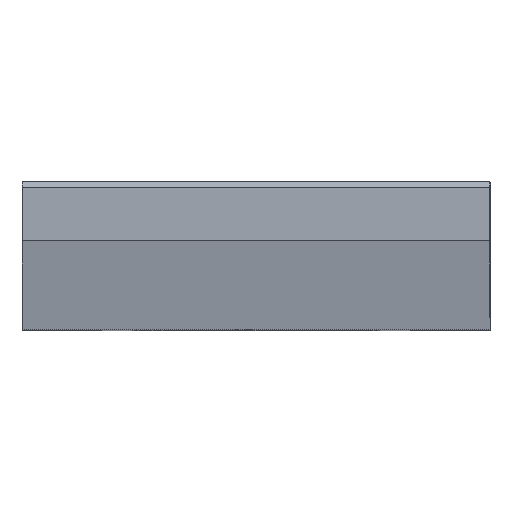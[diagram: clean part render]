
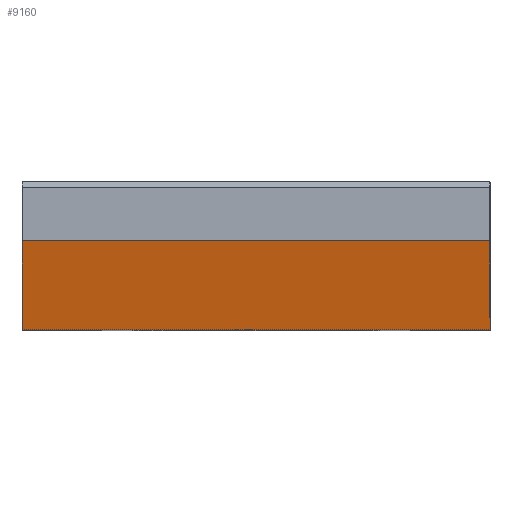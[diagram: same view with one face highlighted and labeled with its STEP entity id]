
A CAD part, top view. The second image highlights one B-rep face of the part: STEP entity #9160.
In plain terms, the highlighted planar face has unit normal (0, -0.208, 0.978).
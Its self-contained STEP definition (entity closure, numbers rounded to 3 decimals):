
#908 = LINE ( 'NONE', #13978, #16789 ) ;
#1878 = ORIENTED_EDGE ( 'NONE', *, *, #10535, .T. ) ;
#2056 = CARTESIAN_POINT ( 'NONE',  ( -7.9, 0.5, 21. ) ) ;
#2267 = CARTESIAN_POINT ( 'NONE',  ( 7.9, 0.5, 21. ) ) ;
#2317 = CARTESIAN_POINT ( 'NONE',  ( 7.9, 0.5, 21. ) ) ;
#4335 = VERTEX_POINT ( 'NONE', #12281 ) ;
#5207 = VECTOR ( 'NONE', #13017, 1000. ) ;
#5297 = CARTESIAN_POINT ( 'NONE',  ( -7.9, 0.5, 21. ) ) ;
#5690 = VERTEX_POINT ( 'NONE', #6301 ) ;
#6087 = ORIENTED_EDGE ( 'NONE', *, *, #7327, .F. ) ;
#6285 = DIRECTION ( 'NONE',  ( 0., -0.978, -0.208 ) ) ;
#6301 = CARTESIAN_POINT ( 'NONE',  ( 7.9, 0.5, 21. ) ) ;
#6627 = ORIENTED_EDGE ( 'NONE', *, *, #8483, .F. ) ;
#7327 = EDGE_CURVE ( 'NONE', #5690, #4335, #12264, .T. ) ;
#7513 = PLANE ( 'NONE',  #9334 ) ;
#7673 = DIRECTION ( 'NONE',  ( 0., 0.978, 0.208 ) ) ;
#8483 = EDGE_CURVE ( 'NONE', #4335, #10546, #11602, .T. ) ;
#8904 = CARTESIAN_POINT ( 'NONE',  ( -7.9, -2.5, 20.362 ) ) ;
#9160 = ADVANCED_FACE ( 'NONE', ( #10304 ), #7513, .F. ) ;
#9334 = AXIS2_PLACEMENT_3D ( 'NONE', #2267, #12939, #7673 ) ;
#10003 = DIRECTION ( 'NONE',  ( 0., -0.978, -0.208 ) ) ;
#10304 = FACE_OUTER_BOUND ( 'NONE', #15686, .T. ) ;
#10535 = EDGE_CURVE ( 'NONE', #11132, #10546, #13742, .T. ) ;
#10546 = VERTEX_POINT ( 'NONE', #8904 ) ;
#11132 = VERTEX_POINT ( 'NONE', #5297 ) ;
#11602 = LINE ( 'NONE', #14199, #5207 ) ;
#11868 = EDGE_CURVE ( 'NONE', #5690, #11132, #908, .T. ) ;
#12264 = LINE ( 'NONE', #2317, #16417 ) ;
#12281 = CARTESIAN_POINT ( 'NONE',  ( 7.9, -2.5, 20.362 ) ) ;
#12470 = VECTOR ( 'NONE', #10003, 1000. ) ;
#12939 = DIRECTION ( 'NONE',  ( 0., 0.208, -0.978 ) ) ;
#13017 = DIRECTION ( 'NONE',  ( -1., 0., 0. ) ) ;
#13742 = LINE ( 'NONE', #2056, #12470 ) ;
#13978 = CARTESIAN_POINT ( 'NONE',  ( 7.9, 0.5, 21. ) ) ;
#14199 = CARTESIAN_POINT ( 'NONE',  ( 7.9, -2.5, 20.362 ) ) ;
#14741 = ORIENTED_EDGE ( 'NONE', *, *, #11868, .T. ) ;
#15686 = EDGE_LOOP ( 'NONE', ( #1878, #6627, #6087, #14741 ) ) ;
#16417 = VECTOR ( 'NONE', #6285, 1000. ) ;
#16517 = DIRECTION ( 'NONE',  ( -1., 0., 0. ) ) ;
#16789 = VECTOR ( 'NONE', #16517, 1000. ) ;
